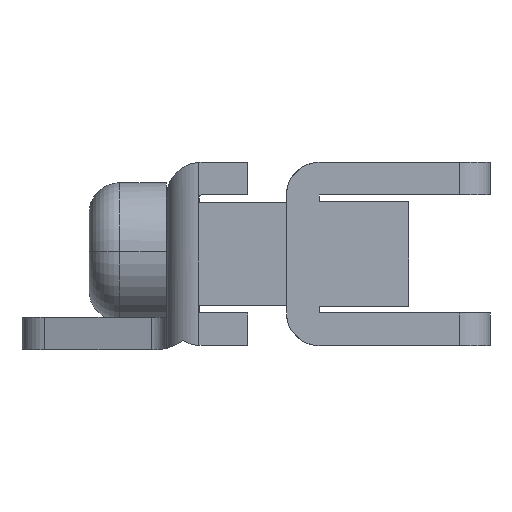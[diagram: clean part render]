
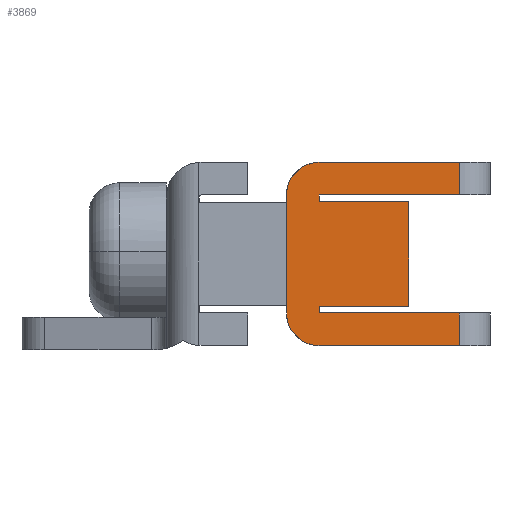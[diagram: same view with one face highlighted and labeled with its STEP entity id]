
A CAD part, left-side view. The second image highlights one B-rep face of the part: STEP entity #3869.
In plain terms, the highlighted planar face has unit normal (-1, 0, 0).
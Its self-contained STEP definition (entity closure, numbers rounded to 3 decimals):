
#560=DIRECTION('',(0.,-1.,0.));
#561=VECTOR('',#560,6.9);
#562=CARTESIAN_POINT('',(-22.5,-3.101,4.6));
#563=LINE('',#562,#561);
#1190=CARTESIAN_POINT('',(-22.5,-3.101,
3.));
#1191=DIRECTION('',(-1.,0.,0.));
#1192=DIRECTION('',(0.,0.,1.));
#1193=AXIS2_PLACEMENT_3D('',#1190,#1191,#1192);
#1195=DIRECTION('',(0.,1.,0.));
#1196=VECTOR('',#1195,6.9);
#1197=CARTESIAN_POINT('',(-22.5,-10.001,
3.));
#1198=LINE('',#1197,#1196);
#1199=DIRECTION('',(0.,0.,-1.));
#1200=VECTOR('',#1199,0.325);
#1201=CARTESIAN_POINT('',(-22.5,-3.101,
3.));
#1202=LINE('',#1201,#1200);
#1203=DIRECTION('',(0.,-1.,0.));
#1204=VECTOR('',#1203,4.398);
#1205=CARTESIAN_POINT('',(-22.5,-3.101,
2.675));
#1206=LINE('',#1205,#1204);
#1207=DIRECTION('',(0.,0.,-1.));
#1208=VECTOR('',#1207,5.15);
#1209=CARTESIAN_POINT('',(-22.5,-7.499,
2.675));
#1210=LINE('',#1209,#1208);
#1211=DIRECTION('',(0.,1.,0.));
#1212=VECTOR('',#1211,4.398);
#1213=CARTESIAN_POINT('',(-22.5,-7.499,
-2.475));
#1214=LINE('',#1213,#1212);
#1215=DIRECTION('',(0.,0.,-1.));
#1216=VECTOR('',#1215,0.325);
#1217=CARTESIAN_POINT('',(-22.5,-3.101,
-2.475));
#1218=LINE('',#1217,#1216);
#1219=DIRECTION('',(0.,1.,0.));
#1220=VECTOR('',#1219,6.9);
#1221=CARTESIAN_POINT('',(-22.5,-10.001,
-2.8));
#1222=LINE('',#1221,#1220);
#1223=DIRECTION('',(0.,1.,0.));
#1224=VECTOR('',#1223,6.9);
#1225=CARTESIAN_POINT('',(-22.5,-10.001,
-4.4));
#1226=LINE('',#1225,#1224);
#1227=CARTESIAN_POINT('',(-22.5,-3.101,
-2.8));
#1228=DIRECTION('',(-1.,0.,0.));
#1229=DIRECTION('',(0.,1.,0.));
#1230=AXIS2_PLACEMENT_3D('',#1227,#1228,#1229);
#1232=DIRECTION('',(0.,0.,1.));
#1233=VECTOR('',#1232,5.8);
#1234=CARTESIAN_POINT('',(-22.5,-1.501,
-2.8));
#1235=LINE('',#1234,#1233);
#1241=DIRECTION('',(0.,0.,1.));
#1242=VECTOR('',#1241,1.6);
#1243=CARTESIAN_POINT('',(-22.5,-10.001,
3.));
#1244=LINE('',#1243,#1242);
#1250=DIRECTION('',(0.,0.,1.));
#1251=VECTOR('',#1250,1.6);
#1252=CARTESIAN_POINT('',(-22.5,-10.001,
-4.4));
#1253=LINE('',#1252,#1251);
#2011=CARTESIAN_POINT('',(-22.5,-10.001,4.6));
#2013=VERTEX_POINT('',#2011);
#2145=CARTESIAN_POINT('',(-22.5,-7.499,
-2.475));
#2146=CARTESIAN_POINT('',(-22.5,-3.101,
-2.475));
#2147=VERTEX_POINT('',#2145);
#2148=VERTEX_POINT('',#2146);
#2149=CARTESIAN_POINT('',(-22.5,-3.101,
-2.8));
#2150=VERTEX_POINT('',#2149);
#2151=CARTESIAN_POINT('',(-22.5,-10.001,
-2.8));
#2152=VERTEX_POINT('',#2151);
#2153=CARTESIAN_POINT('',(-22.5,-10.001,
3.));
#2154=CARTESIAN_POINT('',(-22.5,-3.101,
3.));
#2155=VERTEX_POINT('',#2153);
#2156=VERTEX_POINT('',#2154);
#2157=CARTESIAN_POINT('',(-22.5,-3.101,
2.675));
#2158=VERTEX_POINT('',#2157);
#2159=CARTESIAN_POINT('',(-22.5,-7.499,
2.675));
#2160=VERTEX_POINT('',#2159);
#2360=CARTESIAN_POINT('',(-22.5,-1.501,
-2.8));
#2361=VERTEX_POINT('',#2360);
#2362=CARTESIAN_POINT('',(-22.5,-10.001,
-4.4));
#2363=CARTESIAN_POINT('',(-22.5,-3.101,
-4.4));
#2364=VERTEX_POINT('',#2362);
#2365=VERTEX_POINT('',#2363);
#2454=CARTESIAN_POINT('',(-22.5,-3.101,
4.6));
#2456=VERTEX_POINT('',#2454);
#2474=CARTESIAN_POINT('',(-22.5,-1.501,
3.));
#2475=VERTEX_POINT('',#2474);
#3839=CARTESIAN_POINT('',(-22.5,-1.501,-4.6));
#3840=DIRECTION('',(-1.,0.,0.));
#3841=DIRECTION('',(0.,-1.,0.));
#3842=AXIS2_PLACEMENT_3D('',#3839,#3840,#3841);
#3843=PLANE('',#3842);
#3844=ORIENTED_EDGE('',*,*,#2924,.F.);
#3845=ORIENTED_EDGE('',*,*,#3015,.T.);
#3847=ORIENTED_EDGE('',*,*,#3846,.F.);
#3849=ORIENTED_EDGE('',*,*,#3848,.T.);
#3851=ORIENTED_EDGE('',*,*,#3850,.T.);
#3852=ORIENTED_EDGE('',*,*,#3823,.T.);
#3853=ORIENTED_EDGE('',*,*,#3795,.T.);
#3854=ORIENTED_EDGE('',*,*,#3184,.T.);
#3856=ORIENTED_EDGE('',*,*,#3855,.T.);
#3858=ORIENTED_EDGE('',*,*,#3857,.F.);
#3860=ORIENTED_EDGE('',*,*,#3859,.F.);
#3862=ORIENTED_EDGE('',*,*,#3861,.T.);
#3864=ORIENTED_EDGE('',*,*,#3863,.F.);
#3866=ORIENTED_EDGE('',*,*,#3865,.T.);
#3867=EDGE_LOOP('',(#3844,#3845,#3847,#3849,#3851,#3852,#3853,#3854,#3856,#3858,
#3860,#3862,#3864,#3866));
#3868=FACE_OUTER_BOUND('',#3867,.F.);
#1194=CIRCLE('',#1193,1.6);
#1231=CIRCLE('',#1230,1.6);
#2924=EDGE_CURVE('',#2456,#2475,#1194,.T.);
#3015=EDGE_CURVE('',#2456,#2013,#563,.T.);
#3184=EDGE_CURVE('',#2147,#2148,#1214,.T.);
#3795=EDGE_CURVE('',#2160,#2147,#1210,.T.);
#3823=EDGE_CURVE('',#2158,#2160,#1206,.T.);
#3846=EDGE_CURVE('',#2155,#2013,#1244,.T.);
#3848=EDGE_CURVE('',#2155,#2156,#1198,.T.);
#3850=EDGE_CURVE('',#2156,#2158,#1202,.T.);
#3855=EDGE_CURVE('',#2148,#2150,#1218,.T.);
#3857=EDGE_CURVE('',#2152,#2150,#1222,.T.);
#3859=EDGE_CURVE('',#2364,#2152,#1253,.T.);
#3861=EDGE_CURVE('',#2364,#2365,#1226,.T.);
#3863=EDGE_CURVE('',#2361,#2365,#1231,.T.);
#3865=EDGE_CURVE('',#2361,#2475,#1235,.T.);
#3869=ADVANCED_FACE('',(#3868),#3843,.T.);
